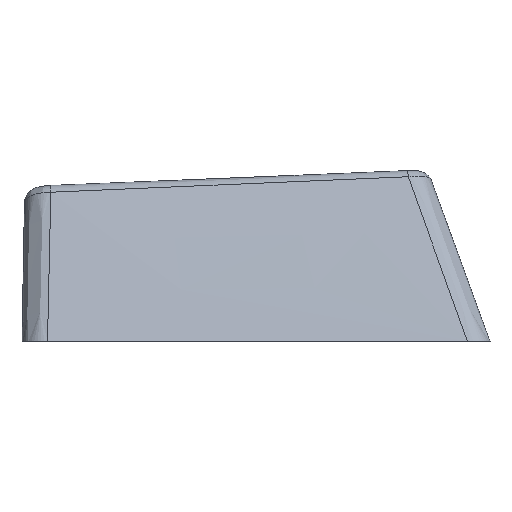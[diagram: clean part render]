
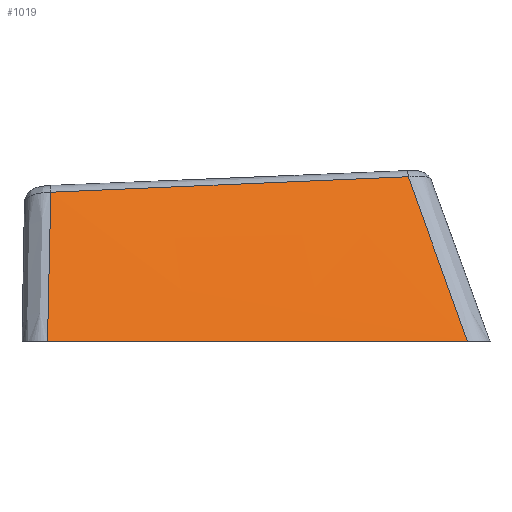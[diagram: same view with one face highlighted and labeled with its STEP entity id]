
A CAD part, left-side view. The second image highlights one B-rep face of the part: STEP entity #1019.
In plain terms, the highlighted free-form (B-spline) face has degree [3, 3] with [4, 4] control points.
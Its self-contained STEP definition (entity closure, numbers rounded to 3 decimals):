
#955=CARTESIAN_POINT('Control Point',(-4.95,-6.655,6.719)) ;
#956=CARTESIAN_POINT('Control Point',(-6.317,-7.47,4.479)) ;
#957=CARTESIAN_POINT('Control Point',(-7.683,-8.285,2.24)) ;
#958=CARTESIAN_POINT('Control Point',(-9.05,-9.1,0.)) ;
#959=CARTESIAN_POINT('Control Point',(-5.233,-1.439,6.512)) ;
#960=CARTESIAN_POINT('Control Point',(-6.506,-1.97,4.341)) ;
#961=CARTESIAN_POINT('Control Point',(-7.778,-2.502,2.171)) ;
#962=CARTESIAN_POINT('Control Point',(-9.05,-3.033,0.)) ;
#963=CARTESIAN_POINT('Control Point',(-5.517,3.778,6.306)) ;
#964=CARTESIAN_POINT('Control Point',(-6.694,3.529,4.204)) ;
#965=CARTESIAN_POINT('Control Point',(-7.872,3.281,2.102)) ;
#966=CARTESIAN_POINT('Control Point',(-9.05,3.033,0.)) ;
#967=CARTESIAN_POINT('Control Point',(-5.8,8.994,6.099)) ;
#968=CARTESIAN_POINT('Control Point',(-6.883,9.029,4.066)) ;
#969=CARTESIAN_POINT('Control Point',(-7.967,9.065,2.033)) ;
#970=CARTESIAN_POINT('Control Point',(-9.05,9.1,0.)) ;
#972=CARTESIAN_POINT('Control Point',(-5.927,7.98,5.801)) ;
#973=CARTESIAN_POINT('Control Point',(-6.97,8.024,3.867)) ;
#974=CARTESIAN_POINT('Control Point',(-8.011,8.066,1.933)) ;
#975=CARTESIAN_POINT('Control Point',(-9.05,8.108,0.)) ;
#976=CARTESIAN_POINT('Vertex',(-9.05,8.108,0.)) ;
#978=CARTESIAN_POINT('Vertex',(-5.927,7.98,5.801)) ;
#982=CARTESIAN_POINT('Control Point',(-9.05,-8.225,0.)) ;
#983=CARTESIAN_POINT('Control Point',(-9.05,-4.958,0.)) ;
#984=CARTESIAN_POINT('Control Point',(-9.05,-1.692,0.)) ;
#985=CARTESIAN_POINT('Control Point',(-9.05,1.575,0.)) ;
#986=CARTESIAN_POINT('Control Point',(-9.05,4.842,0.)) ;
#987=CARTESIAN_POINT('Control Point',(-9.05,8.108,0.)) ;
#988=CARTESIAN_POINT('Vertex',(-9.05,-8.225,0.)) ;
#992=CARTESIAN_POINT('Control Point',(-5.166,-5.92,6.404)) ;
#993=CARTESIAN_POINT('Control Point',(-6.46,-6.687,4.27)) ;
#994=CARTESIAN_POINT('Control Point',(-7.754,-7.455,2.135)) ;
#995=CARTESIAN_POINT('Control Point',(-9.05,-8.225,0.)) ;
#996=CARTESIAN_POINT('Vertex',(-5.166,-5.92,6.404)) ;
#1000=CARTESIAN_POINT('Control Point',(-5.927,7.98,5.801)) ;
#1001=CARTESIAN_POINT('Control Point',(-5.889,7.287,5.831)) ;
#1002=CARTESIAN_POINT('Control Point',(-5.851,6.588,5.862)) ;
#1003=CARTESIAN_POINT('Control Point',(-5.814,5.894,5.892)) ;
#1004=CARTESIAN_POINT('Control Point',(-5.738,4.503,5.952)) ;
#1005=CARTESIAN_POINT('Control Point',(-5.662,3.112,6.013)) ;
#1006=CARTESIAN_POINT('Control Point',(-5.624,2.417,6.043)) ;
#1007=CARTESIAN_POINT('Control Point',(-5.509,0.332,6.134)) ;
#1008=CARTESIAN_POINT('Control Point',(-5.395,-1.753,6.225)) ;
#1009=CARTESIAN_POINT('Control Point',(-5.318,-3.142,6.285)) ;
#1010=CARTESIAN_POINT('Control Point',(-5.242,-4.531,6.345)) ;
#1011=CARTESIAN_POINT('Control Point',(-5.166,-5.92,6.404)) ;
#1014=ORIENTED_EDGE('',*,*,#980,.F.) ;
#1015=ORIENTED_EDGE('',*,*,#990,.F.) ;
#1016=ORIENTED_EDGE('',*,*,#998,.T.) ;
#1017=ORIENTED_EDGE('',*,*,#1012,.T.) ;
#1019=ADVANCED_FACE('Body.2',(#1018),#954,.T.) ;
#971=B_SPLINE_CURVE_WITH_KNOTS('',3,(#972,#973,#974,#975),.UNSPECIFIED.,.F.,.U.,(4,4),(3.3,13.001),.UNSPECIFIED.) ;
#981=B_SPLINE_CURVE_WITH_KNOTS('',5,(#982,#983,#984,#985,#986,#987),.UNSPECIFIED.,.F.,.U.,(6,6),(0.815,16.014),.UNSPECIFIED.) ;
#991=B_SPLINE_CURVE_WITH_KNOTS('',3,(#992,#993,#994,#995),.UNSPECIFIED.,.F.,.U.,(4,4),(3.066,13.72),.UNSPECIFIED.) ;
#999=B_SPLINE_CURVE_WITH_KNOTS('',5,(#1000,#1001,#1002,#1003,#1004,#1005,#1006,#1007,#1008,#1009,#1010,#1011),.UNSPECIFIED.,.F.,.U.,(6,3,3,6),(6.119,11.24,16.361,26.603),.UNSPECIFIED.) ;
#954=B_SPLINE_SURFACE_WITH_KNOTS('',3,3,((#955,#956,#957,#958),(#959,#960,#961,#962),(#963,#964,#965,#966),(#967,#968,#969,#970)),.UNSPECIFIED.,.F.,.F.,.U.,(4,4),(4,4),(0.,16.937),(0.,7.534),.UNSPECIFIED.) ;
#980=EDGE_CURVE('',#977,#979,#971,.F.) ;
#990=EDGE_CURVE('',#989,#977,#981,.T.) ;
#998=EDGE_CURVE('',#989,#997,#991,.F.) ;
#1012=EDGE_CURVE('',#997,#979,#999,.F.) ;
#1013=EDGE_LOOP('',(#1014,#1015,#1016,#1017)) ;
#1018=FACE_OUTER_BOUND('',#1013,.T.) ;
#977=VERTEX_POINT('',#976) ;
#979=VERTEX_POINT('',#978) ;
#989=VERTEX_POINT('',#988) ;
#997=VERTEX_POINT('',#996) ;
